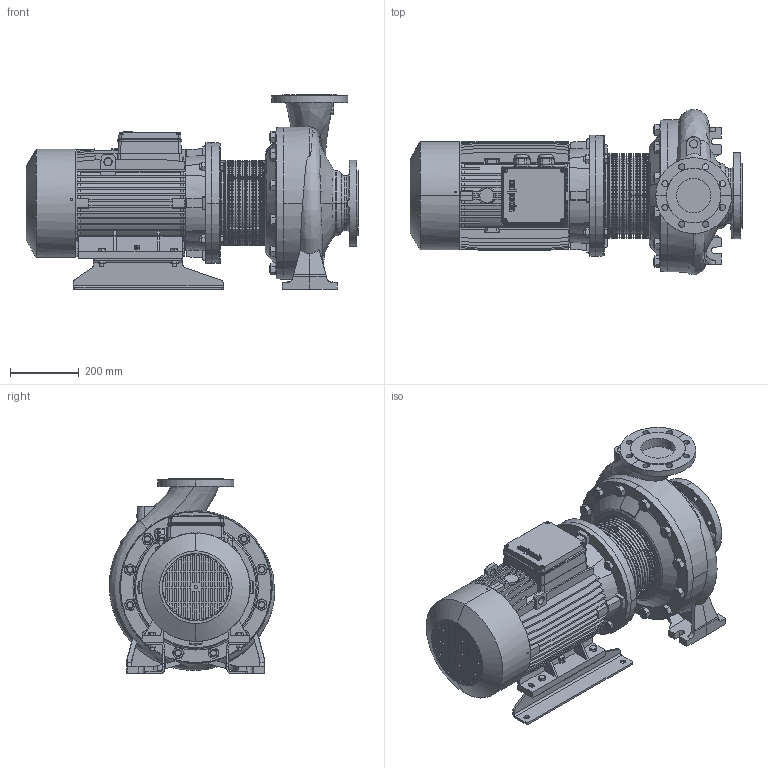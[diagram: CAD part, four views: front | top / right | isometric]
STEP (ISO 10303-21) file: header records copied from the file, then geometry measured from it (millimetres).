
FILE_DESCRIPTION (( 'STEP AP203' ), '1' );
FILE_NAME ('4_93_494_29_REV00.step', '2023-07-26T08:21:59', ( '' ), ( '' ), 'SwSTEP 2.0', 'SolidWorks 2020', '' );
FILE_SCHEMA (( 'CONFIG_CONTROL_DESIGN' ));
Length unit declared in the file: millimetre
Products named in the file (19): Copia di 2_67_031^Copia di 160_B35_4_93_494_29_REV00; Copia di 2_67_032_semplificato^Copia di 160_B35_4_93_494_29_REV00; Copia di NM_84_60x90x435_DX^4_93_494_29_REV00; Copia di Pressacavo M40x1.5_ingombro3D^Copia di 160_B35_4_93_494_29_REV00; Copia di 4_66_599_REV00_pelle^4_93_494_29_REV00; Copia di M12_UNI_5588^4_93_494_29_REV00; Copia di Vite_TCB_M5x2000^Copia di 160_B35_4_93_494_29_REV00; Copia di NM_84_60x90x435_SX^4_93_494_29_REV00; Copia di 1_66_076_semplificato^4_93_494_29_REV00; Copia di M12x45_UNI_5739_ingombri3D^4_93_494_29_REV00; 4_93_494_29_REV00; Copia di 0_67_001_040811_semplificato^Copia di 160_B35_4_93_494_29_REV00; Copia di M16x2_ingombro^4_93_494_29_REV00; Copia di 1_67_011_semplificato^Copia di 160_B35_4_93_494_29_REV00; Copia di 160_B35^4_93_494_29_REV00; Copia di M20_UNI_5588^4_93_494_29_REV00; Copia di 1_66_225_semplificato^4_93_494_29_REV00; Copia di M16x60_UNI_5739_ingombri3D^4_93_494_29_REV00; Copia di 3_67_082^Copia di 160_B35_4_93_494_29_REV00
Assembly tree (45 placements, depth 3):
  4_93_494_29_REV00
    Copia di 160_B35^4_93_494_29_REV00
      Copia di 0_67_001_040811_semplificato^Copia di 160_B35_4_93_494_29_REV00
      Copia di 2_67_031^Copia di 160_B35_4_93_494_29_REV00
      Copia di 3_67_082^Copia di 160_B35_4_93_494_29_REV00
      Copia di 2_67_032_semplificato^Copia di 160_B35_4_93_494_29_REV00
      Copia di Vite_TCB_M5x2000^Copia di 160_B35_4_93_494_29_REV00  x4
      Copia di 1_67_011_semplificato^Copia di 160_B35_4_93_494_29_REV00
      Copia di Pressacavo M40x1.5_ingombro3D^Copia di 160_B35_4_93_494_29_REV00  x2
    Copia di NM_84_60x90x435_SX^4_93_494_29_REV00
    Copia di NM_84_60x90x435_DX^4_93_494_29_REV00
    Copia di M16x2_ingombro^4_93_494_29_REV00  x4
    Copia di M20_UNI_5588^4_93_494_29_REV00  x12
    Copia di M12_UNI_5588^4_93_494_29_REV00  x4
    Copia di M16x60_UNI_5739_ingombri3D^4_93_494_29_REV00  x4
    Copia di M12x45_UNI_5739_ingombri3D^4_93_494_29_REV00  x4
    Copia di 4_66_599_REV00_pelle^4_93_494_29_REV00
    Copia di 1_66_076_semplificato^4_93_494_29_REV00
    Copia di 1_66_225_semplificato^4_93_494_29_REV00
Bounding box: 962.8 x 479.97 x 565 mm (x, y, z)
Volume: 76821189.8 mm3; surface area: 3903938.4 mm2
Topology: 41 solids, 46 shells, 3738 faces, 13411 edges, 9920 vertices
Faces by surface type: bspline 1603, plane 1476, cylinder 595, cone 42, torus 22
Entity records: 193512 total; most frequent: CARTESIAN_POINT 92893, ORIENTED_EDGE 20517, DIRECTION 17175, EDGE_CURVE 11973, VERTEX_POINT 9049, VECTOR 8051, LINE 8051, AXIS2_PLACEMENT_3D 4562
